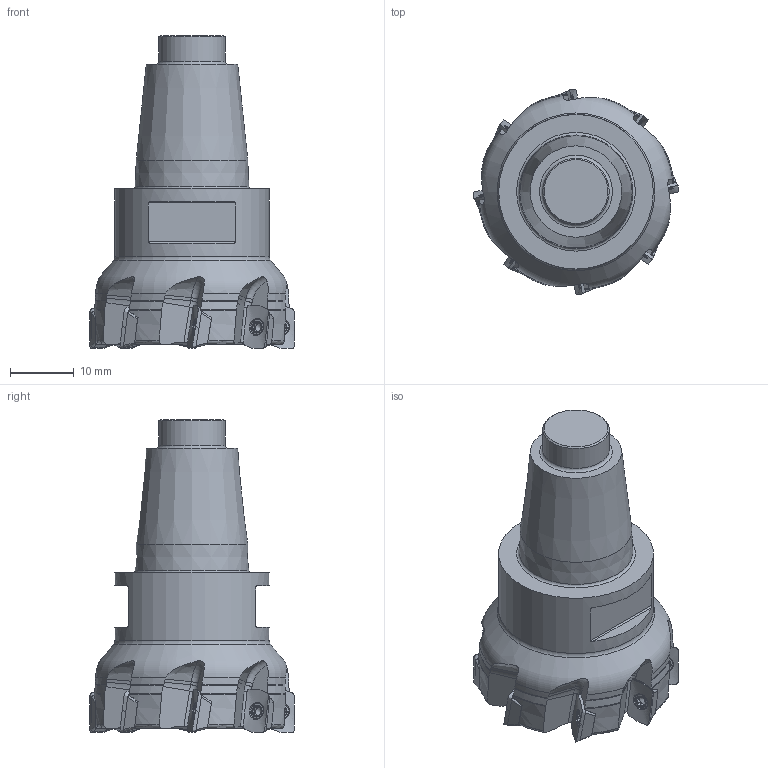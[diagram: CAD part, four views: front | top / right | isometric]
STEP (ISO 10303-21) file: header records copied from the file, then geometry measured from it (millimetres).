
FILE_DESCRIPTION(/* description */ (''),/* implementation_level */ '2;1');
FILE_NAME(/* name */ 'toolassembly_1.stp',/* time_stamp */ '2018-06-28T10:53:02+02:00',/* author */ (''),/* organization */ ('SMS'),/* preprocessor_version */ 'ST-DEVELOPER v15',/* originating_system */ 'SIEMENS PLM Software NX 8.5',/* authorisation */ '');
FILE_SCHEMA (('AUTOMOTIVE_DESIGN { 1 0 10303 214 3 1 1 1 }'));
Length unit declared in the file: millimetre
Products named in the file (4): ASSEMBLY_CONSTRUCTION; CUT_20180628105211; NOCUT_20180628105148; TOOLASSEMBLY_1
Assembly tree (10 placements, depth 2):
  TOOLASSEMBLY_1
    NOCUT_20180628105148
    CUT_20180628105211  x8
    ASSEMBLY_CONSTRUCTION
Bounding box: 32.04 x 32.04 x 48.98 mm (x, y, z)
Volume: 17517.1 mm3; surface area: 5505.5 mm2
Topology: 9 solids, 9 shells, 735 faces, 2077 edges, 1391 vertices
Faces by surface type: plane 250, bspline 128, cone 123, extrusion 96, torus 83, cylinder 54, revolution 1
Full cylindrical faces by diameter (mm): 1.55 x8, 2.05 x8, 2.4 x8, 10.4 x1, 24.2 x1
Entity records: 26453 total; most frequent: CARTESIAN_POINT 12021, ORIENTED_EDGE 2994, DIRECTION 2841, EDGE_CURVE 1497, AXIS2_PLACEMENT_3D 1126, VERTEX_POINT 995, EDGE_LOOP 678, ADVANCED_FACE 595
